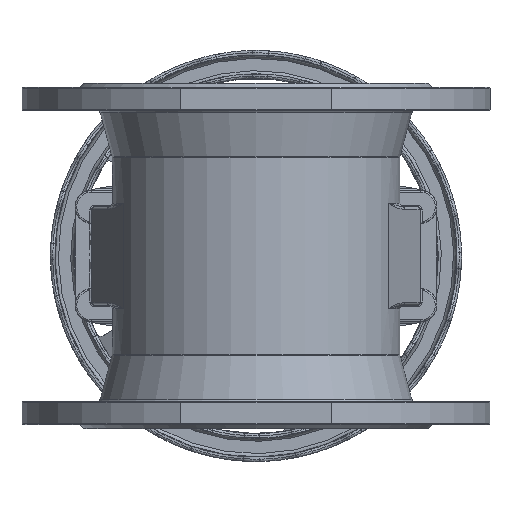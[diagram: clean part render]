
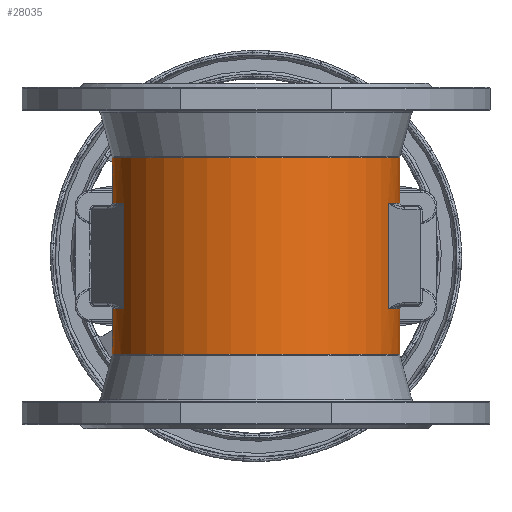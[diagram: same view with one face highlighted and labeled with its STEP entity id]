
A CAD part, front view. The second image highlights one B-rep face of the part: STEP entity #28035.
In plain terms, the highlighted cylindrical face has radius 87.5 mm (diameter 175 mm), a full revolution.
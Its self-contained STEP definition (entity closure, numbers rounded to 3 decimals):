
#2420=CYLINDRICAL_SURFACE('',#29925,87.5);
#2927=LINE('',#39738,#4740);
#2928=LINE('',#39742,#4741);
#2929=LINE('',#39746,#4742);
#2930=LINE('',#39751,#4743);
#2931=LINE('',#39755,#4744);
#2932=LINE('',#39759,#4745);
#2933=LINE('',#39763,#4746);
#2934=LINE('',#39767,#4747);
#4740=VECTOR('',#32602,87.5);
#4741=VECTOR('',#32605,10.);
#4742=VECTOR('',#32608,87.5);
#4743=VECTOR('',#32613,10.);
#4744=VECTOR('',#32616,10.);
#4745=VECTOR('',#32619,10.);
#4746=VECTOR('',#32622,10.);
#4747=VECTOR('',#32625,10.);
#6613=FACE_OUTER_BOUND('',#8244,.T.);
#8244=EDGE_LOOP('',(#18259,#18260,#18261,#18262,#18263,#18264,#18265,#18266,
#18267,#18268,#18269,#18270,#18271,#18272,#18273,#18274,#18275,#18276,#18277,
#18278,#18279));
#10029=CIRCLE('',#29920,87.5);
#10030=CIRCLE('',#29921,87.5);
#10033=CIRCLE('',#29926,87.5);
#10034=CIRCLE('',#29927,87.5);
#10035=CIRCLE('',#29928,87.5);
#10036=CIRCLE('',#29929,87.5);
#10037=CIRCLE('',#29930,87.5);
#10038=CIRCLE('',#29931,87.5);
#10039=CIRCLE('',#29932,87.5);
#10040=CIRCLE('',#29933,87.5);
#10041=CIRCLE('',#29934,87.5);
#11329=VERTEX_POINT('',#39725);
#11330=VERTEX_POINT('',#39727);
#11333=VERTEX_POINT('',#39737);
#11334=VERTEX_POINT('',#39739);
#11335=VERTEX_POINT('',#39741);
#11336=VERTEX_POINT('',#39743);
#11337=VERTEX_POINT('',#39745);
#11338=VERTEX_POINT('',#39748);
#11339=VERTEX_POINT('',#39750);
#11340=VERTEX_POINT('',#39752);
#11341=VERTEX_POINT('',#39754);
#11342=VERTEX_POINT('',#39756);
#11343=VERTEX_POINT('',#39758);
#11344=VERTEX_POINT('',#39760);
#11345=VERTEX_POINT('',#39762);
#11346=VERTEX_POINT('',#39764);
#11347=VERTEX_POINT('',#39766);
#14027=EDGE_CURVE('',#11329,#11330,#10029,.T.);
#14028=EDGE_CURVE('',#11330,#11329,#10030,.T.);
#14032=EDGE_CURVE('',#11330,#11333,#2927,.T.);
#14033=EDGE_CURVE('',#11333,#11334,#10033,.T.);
#14034=EDGE_CURVE('',#11335,#11334,#2928,.T.);
#14035=EDGE_CURVE('',#11336,#11335,#10034,.T.);
#14036=EDGE_CURVE('',#11336,#11337,#2929,.T.);
#14037=EDGE_CURVE('',#11337,#11337,#10035,.T.);
#14038=EDGE_CURVE('',#11338,#11336,#10036,.T.);
#14039=EDGE_CURVE('',#11339,#11338,#2930,.T.);
#14040=EDGE_CURVE('',#11340,#11339,#10037,.T.);
#14041=EDGE_CURVE('',#11341,#11340,#2931,.T.);
#14042=EDGE_CURVE('',#11342,#11341,#10038,.T.);
#14043=EDGE_CURVE('',#11342,#11343,#2932,.T.);
#14044=EDGE_CURVE('',#11343,#11344,#10039,.T.);
#14045=EDGE_CURVE('',#11344,#11345,#2933,.T.);
#14046=EDGE_CURVE('',#11345,#11346,#10040,.T.);
#14047=EDGE_CURVE('',#11346,#11347,#2934,.T.);
#14048=EDGE_CURVE('',#11347,#11333,#10041,.T.);
#18259=ORIENTED_EDGE('',*,*,#14028,.F.);
#18260=ORIENTED_EDGE('',*,*,#14032,.T.);
#18261=ORIENTED_EDGE('',*,*,#14033,.T.);
#18262=ORIENTED_EDGE('',*,*,#14034,.F.);
#18263=ORIENTED_EDGE('',*,*,#14035,.F.);
#18264=ORIENTED_EDGE('',*,*,#14036,.T.);
#18265=ORIENTED_EDGE('',*,*,#14037,.F.);
#18266=ORIENTED_EDGE('',*,*,#14036,.F.);
#18267=ORIENTED_EDGE('',*,*,#14038,.F.);
#18268=ORIENTED_EDGE('',*,*,#14039,.F.);
#18269=ORIENTED_EDGE('',*,*,#14040,.F.);
#18270=ORIENTED_EDGE('',*,*,#14041,.F.);
#18271=ORIENTED_EDGE('',*,*,#14042,.F.);
#18272=ORIENTED_EDGE('',*,*,#14043,.T.);
#18273=ORIENTED_EDGE('',*,*,#14044,.T.);
#18274=ORIENTED_EDGE('',*,*,#14045,.T.);
#18275=ORIENTED_EDGE('',*,*,#14046,.T.);
#18276=ORIENTED_EDGE('',*,*,#14047,.T.);
#18277=ORIENTED_EDGE('',*,*,#14048,.T.);
#18278=ORIENTED_EDGE('',*,*,#14032,.F.);
#18279=ORIENTED_EDGE('',*,*,#14027,.F.);
#28035=ADVANCED_FACE('',(#6613),#2420,.T.);
#29920=AXIS2_PLACEMENT_3D('',#39728,#32589,#32590);
#29921=AXIS2_PLACEMENT_3D('',#39729,#32591,#32592);
#29925=AXIS2_PLACEMENT_3D('',#39736,#32600,#32601);
#29926=AXIS2_PLACEMENT_3D('',#39740,#32603,#32604);
#29927=AXIS2_PLACEMENT_3D('',#39744,#32606,#32607);
#29928=AXIS2_PLACEMENT_3D('',#39747,#32609,#32610);
#29929=AXIS2_PLACEMENT_3D('',#39749,#32611,#32612);
#29930=AXIS2_PLACEMENT_3D('',#39753,#32614,#32615);
#29931=AXIS2_PLACEMENT_3D('',#39757,#32617,#32618);
#29932=AXIS2_PLACEMENT_3D('',#39761,#32620,#32621);
#29933=AXIS2_PLACEMENT_3D('',#39765,#32623,#32624);
#29934=AXIS2_PLACEMENT_3D('',#39768,#32626,#32627);
#32589=DIRECTION('center_axis',(0.,0.,-1.));
#32590=DIRECTION('ref_axis',(-1.,0.,0.));
#32591=DIRECTION('center_axis',(0.,0.,-1.));
#32592=DIRECTION('ref_axis',(-1.,0.,0.));
#32600=DIRECTION('center_axis',(0.,0.,-1.));
#32601=DIRECTION('ref_axis',(-1.,0.,0.));
#32602=DIRECTION('',(0.,0.,1.));
#32603=DIRECTION('center_axis',(0.,0.,-1.));
#32604=DIRECTION('ref_axis',(0.906,0.423,0.));
#32605=DIRECTION('',(0.,0.,-1.));
#32606=DIRECTION('center_axis',(0.,0.,-1.));
#32607=DIRECTION('ref_axis',(0.906,0.423,0.));
#32608=DIRECTION('',(0.,0.,1.));
#32609=DIRECTION('center_axis',(0.,0.,1.));
#32610=DIRECTION('ref_axis',(-1.,0.,0.));
#32611=DIRECTION('center_axis',(0.,0.,-1.));
#32612=DIRECTION('ref_axis',(0.906,0.423,0.));
#32613=DIRECTION('',(0.,0.,-1.));
#32614=DIRECTION('center_axis',(0.,0.,
-1.));
#32615=DIRECTION('ref_axis',(0.,1.,0.));
#32616=DIRECTION('',(0.,0.,1.));
#32617=DIRECTION('center_axis',(0.,0.,-1.));
#32618=DIRECTION('ref_axis',(-0.906,0.423,0.));
#32619=DIRECTION('',(0.,0.,-1.));
#32620=DIRECTION('center_axis',(0.,0.,-1.));
#32621=DIRECTION('ref_axis',(-0.906,0.423,0.));
#32622=DIRECTION('',(0.,0.,-1.));
#32623=DIRECTION('center_axis',(0.,0.,
-1.));
#32624=DIRECTION('ref_axis',(0.,1.,0.));
#32625=DIRECTION('',(0.,0.,1.));
#32626=DIRECTION('center_axis',(0.,0.,-1.));
#32627=DIRECTION('ref_axis',(0.906,0.423,0.));
#39725=CARTESIAN_POINT('',(-87.5,0.,-161.737));
#39727=CARTESIAN_POINT('',(87.5,0.,-161.737));
#39728=CARTESIAN_POINT('Origin',(0.,0.,-161.737));
#39729=CARTESIAN_POINT('Origin',(0.,0.,-161.737));
#39736=CARTESIAN_POINT('Origin',(0.,0.,-21.));
#39737=CARTESIAN_POINT('',(87.5,0.,-134.));
#39738=CARTESIAN_POINT('',(87.5,0.,-21.));
#39739=CARTESIAN_POINT('',(80.359,-34.621,-134.));
#39740=CARTESIAN_POINT('Origin',(0.,0.,-134.));
#39741=CARTESIAN_POINT('',(80.359,-34.621,-70.));
#39742=CARTESIAN_POINT('',(80.359,-34.621,-21.));
#39743=CARTESIAN_POINT('',(87.5,0.,-70.));
#39744=CARTESIAN_POINT('Origin',(0.,0.,-70.));
#39745=CARTESIAN_POINT('',(87.5,0.,-42.263));
#39746=CARTESIAN_POINT('',(87.5,0.,-21.));
#39747=CARTESIAN_POINT('Origin',(0.,0.,-42.263));
#39748=CARTESIAN_POINT('',(26.397,83.423,-70.));
#39749=CARTESIAN_POINT('Origin',(0.,0.,-70.));
#39750=CARTESIAN_POINT('',(26.397,83.423,-62.5));
#39751=CARTESIAN_POINT('',(26.397,83.423,-21.));
#39752=CARTESIAN_POINT('',(-26.397,83.423,-62.5));
#39753=CARTESIAN_POINT('Origin',(0.,0.,-62.5));
#39754=CARTESIAN_POINT('',(-26.397,83.423,-70.));
#39755=CARTESIAN_POINT('',(-26.397,83.423,-21.));
#39756=CARTESIAN_POINT('',(-80.359,-34.621,-70.));
#39757=CARTESIAN_POINT('Origin',(0.,0.,-70.));
#39758=CARTESIAN_POINT('',(-80.359,-34.621,-134.));
#39759=CARTESIAN_POINT('',(-80.359,-34.621,-21.));
#39760=CARTESIAN_POINT('',(-26.397,83.423,-134.));
#39761=CARTESIAN_POINT('Origin',(0.,0.,-134.));
#39762=CARTESIAN_POINT('',(-26.397,83.423,-141.5));
#39763=CARTESIAN_POINT('',(-26.397,83.423,-183.));
#39764=CARTESIAN_POINT('',(26.397,83.423,-141.5));
#39765=CARTESIAN_POINT('Origin',(0.,0.,-141.5));
#39766=CARTESIAN_POINT('',(26.397,83.423,-134.));
#39767=CARTESIAN_POINT('',(26.397,83.423,-183.));
#39768=CARTESIAN_POINT('Origin',(0.,0.,-134.));
